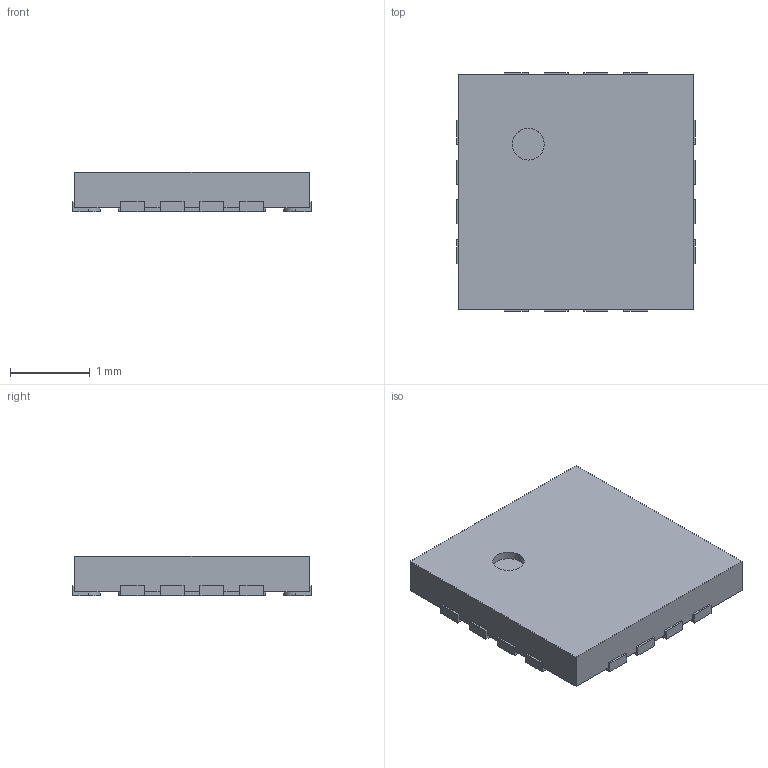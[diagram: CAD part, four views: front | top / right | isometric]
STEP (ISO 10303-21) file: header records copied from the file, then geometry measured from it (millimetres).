
FILE_DESCRIPTION(/* description */ ('model of HXQFN-16-1EP_3x3mm_P0.5mm_EP1.85x1.85mm'),/* implementation_level */ '2;1');
FILE_NAME(/* name */ 'HXQFN-16-1EP_3x3mm_P0.5mm_EP1.85x1.85mm.step',/* time_stamp */ '1970-01-01T00:00:00',/* author */ ('KiCAD','kicad'),/* organization */ ('OCCT'),/* preprocessor_version */ '',/* originating_system */ 'KiCAD',/* authorisation */ '');
FILE_SCHEMA(('AUTOMOTIVE_DESIGN { 1 0 10303 214 1 1 1 1 }'));
Length unit declared in the file: millimetre
Products named in the file (1): HXQFN-16-1EP_3x3mm_P0.5mm_EP1.85x1.85mm
Bounding box: 3 x 3 x 0.5 mm (x, y, z)
Volume: 4.2 mm3; surface area: 24.4 mm2
Topology: 1 solids, 1 shells, 110 faces, 318 edges, 212 vertices
Faces by surface type: plane 93, cylinder 17
Full cylindrical faces by diameter (mm): 0.4 x1
Entity records: 2563 total; most frequent: ORIENTED_EDGE 548, CARTESIAN_POINT 381, EDGE_CURVE 318, LINE 268, VERTEX_POINT 212, AXIS2_PLACEMENT_3D 145, FACE_BOUND 112, EDGE_LOOP 112
